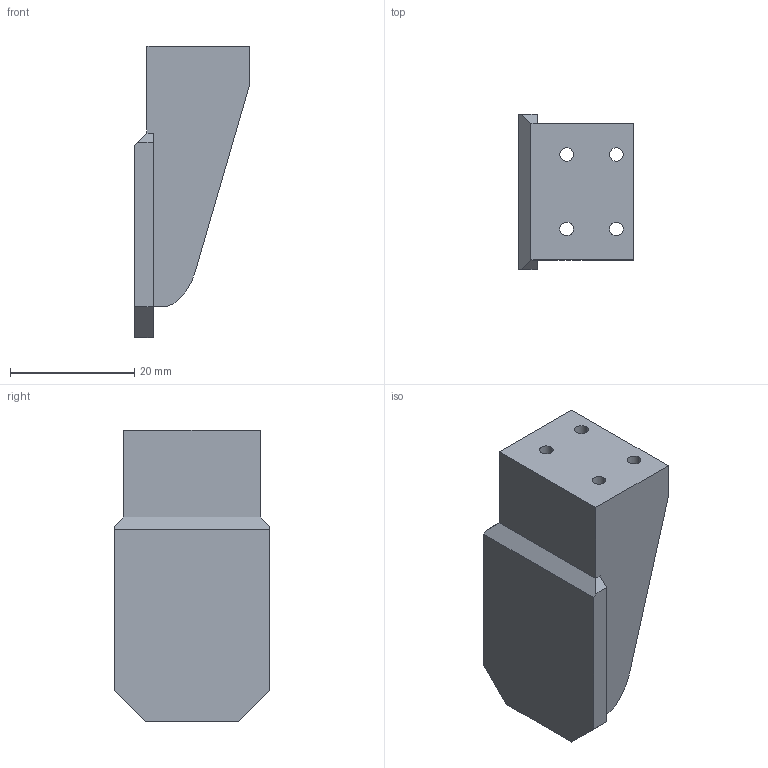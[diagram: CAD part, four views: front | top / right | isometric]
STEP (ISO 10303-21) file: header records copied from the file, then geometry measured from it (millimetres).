
FILE_DESCRIPTION (( 'STEP AP203' ), '1' );
FILE_NAME ('Grippers.STEP', '2025-07-22T01:58:29', ( '' ), ( '' ), 'SwSTEP 2.0', 'SolidWorks 2021', '' );
FILE_SCHEMA (( 'CONFIG_CONTROL_DESIGN' ));
Length unit declared in the file: millimetre
Products named in the file (1): Grippers
Bounding box: 18.5 x 25 x 47 mm (x, y, z)
Volume: 6831.4 mm3; surface area: 5663.4 mm2
Topology: 1 solids, 1 shells, 45 faces, 127 edges, 84 vertices
Faces by surface type: plane 34, cylinder 11
Entity records: 1540 total; most frequent: CARTESIAN_POINT 257, ORIENTED_EDGE 254, DIRECTION 241, EDGE_CURVE 127, LINE 105, VECTOR 105, VERTEX_POINT 84, AXIS2_PLACEMENT_3D 68
